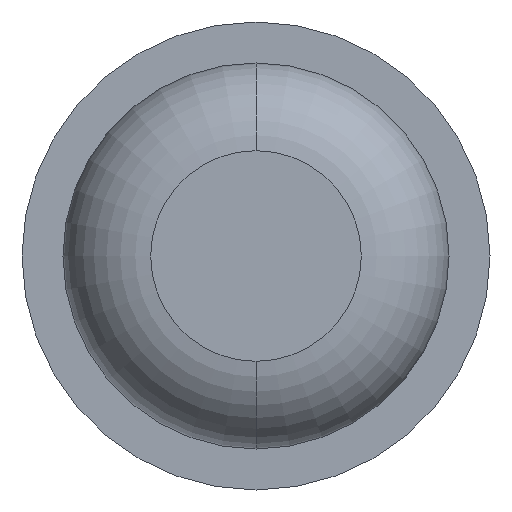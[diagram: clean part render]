
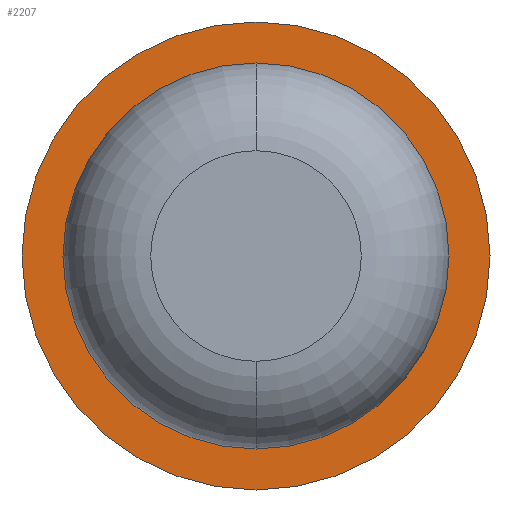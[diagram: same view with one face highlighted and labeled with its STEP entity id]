
A CAD part, front view. The second image highlights one B-rep face of the part: STEP entity #2207.
In plain terms, the highlighted planar face has unit normal (0, -1, 0).
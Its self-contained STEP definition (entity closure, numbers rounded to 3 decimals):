
#142 = CIRCLE ( 'NONE', #2339, 0.825 ) ;
#221 = VERTEX_POINT ( 'NONE', #2875 ) ;
#341 = EDGE_CURVE ( 'Defeature ausgef�hrt1_25+Defeature ausgef�hrt1_20+Defeature ausgef�hrt1_20+Defeature ausgef�hrt1_20', #2399, #2433, #142, .T. ) ;
#450 = AXIS2_PLACEMENT_3D ( 'NONE', #1955, #1385, #3863 ) ;
#561 = CARTESIAN_POINT ( 'NONE',  ( 1., -2., 0. ) ) ;
#597 = DIRECTION ( 'NONE',  ( 0., 0., 1. ) ) ;
#891 = DIRECTION ( 'NONE',  ( 0., 1., 0. ) ) ;
#1159 = CIRCLE ( 'NONE', #3161, 0.825 ) ;
#1183 = DIRECTION ( 'NONE',  ( 0., 1., 0. ) ) ;
#1217 = PLANE ( 'NONE',  #3109 ) ;
#1231 = DIRECTION ( 'NONE',  ( 0., 0., 1. ) ) ;
#1275 = ORIENTED_EDGE ( 'NONE', *, *, #1284, .T. ) ;
#1281 = VERTEX_POINT ( 'NONE', #4064 ) ;
#1284 = EDGE_CURVE ( 'Defeature ausgef�hrt1_25+Defeature ausgef�hrt1_20+Defeature ausgef�hrt1_20+Defeature ausgef�hrt1_20', #2433, #2399, #1159, .T. ) ;
#1371 = ORIENTED_EDGE ( 'NONE', *, *, #3255, .F. ) ;
#1385 = DIRECTION ( 'NONE',  ( 0., 1., 0. ) ) ;
#1422 = EDGE_LOOP ( 'NONE', ( #1775, #1275 ) ) ;
#1437 = FACE_OUTER_BOUND ( 'NONE', #2595, .T. ) ;
#1505 = ORIENTED_EDGE ( 'NONE', *, *, #3458, .F. ) ;
#1775 = ORIENTED_EDGE ( 'NONE', *, *, #341, .T. ) ;
#1902 = CARTESIAN_POINT ( 'NONE',  ( 0., -2., 0.825 ) ) ;
#1955 = CARTESIAN_POINT ( 'NONE',  ( 0., -2., 0. ) ) ;
#2207 = ADVANCED_FACE ( 'Defeature ausgef�hrt1_25', ( #1437, #3883 ), #1217, .F. ) ;
#2257 = CARTESIAN_POINT ( 'NONE',  ( 0., -2., -0.825 ) ) ;
#2339 = AXIS2_PLACEMENT_3D ( 'NONE', #2923, #3563, #2573 ) ;
#2399 = VERTEX_POINT ( 'NONE', #1902 ) ;
#2433 = VERTEX_POINT ( 'NONE', #2257 ) ;
#2573 = DIRECTION ( 'NONE',  ( 0., 0., 1. ) ) ;
#2595 = EDGE_LOOP ( 'NONE', ( #1505, #1371 ) ) ;
#2798 = CIRCLE ( 'NONE', #3077, 1. ) ;
#2840 = DIRECTION ( 'NONE',  ( 0., 0., 1. ) ) ;
#2875 = CARTESIAN_POINT ( 'NONE',  ( 0., -2., 1. ) ) ;
#2923 = CARTESIAN_POINT ( 'NONE',  ( 0., -2., 0. ) ) ;
#3077 = AXIS2_PLACEMENT_3D ( 'NONE', #3146, #891, #1231 ) ;
#3109 = AXIS2_PLACEMENT_3D ( 'NONE', #561, #1183, #597 ) ;
#3146 = CARTESIAN_POINT ( 'NONE',  ( 0., -2., 0. ) ) ;
#3161 = AXIS2_PLACEMENT_3D ( 'NONE', #4049, #3748, #2840 ) ;
#3255 = EDGE_CURVE ( 'Defeature ausgef�hrt1_26+Defeature ausgef�hrt1_25+Defeature ausgef�hrt1_25+Defeature ausgef�hrt1_25', #1281, #221, #3592, .T. ) ;
#3458 = EDGE_CURVE ( 'Defeature ausgef�hrt1_26+Defeature ausgef�hrt1_25+Defeature ausgef�hrt1_25+Defeature ausgef�hrt1_25', #221, #1281, #2798, .T. ) ;
#3563 = DIRECTION ( 'NONE',  ( 0., 1., 0. ) ) ;
#3592 = CIRCLE ( 'NONE', #450, 1. ) ;
#3748 = DIRECTION ( 'NONE',  ( 0., 1., 0. ) ) ;
#3863 = DIRECTION ( 'NONE',  ( 0., 0., 1. ) ) ;
#3883 = FACE_BOUND ( 'NONE', #1422, .T. ) ;
#4049 = CARTESIAN_POINT ( 'NONE',  ( 0., -2., 0. ) ) ;
#4064 = CARTESIAN_POINT ( 'NONE',  ( 0., -2., -1. ) ) ;
